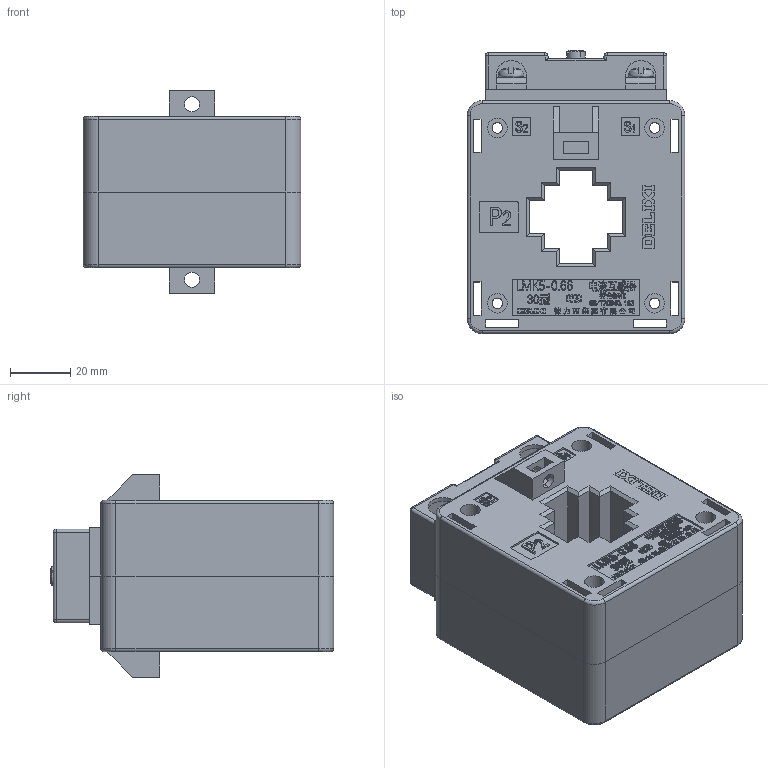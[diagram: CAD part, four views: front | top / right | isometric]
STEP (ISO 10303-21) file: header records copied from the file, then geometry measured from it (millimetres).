
FILE_DESCRIPTION (( 'STEP AP203' ), '1' );
FILE_NAME ('30L 装配.STEP', '2024-01-11T01:26:39', ( '微软用户' ), ( '微软中国' ), 'SwSTEP 2.0', 'SolidWorks 2019', '' );
FILE_SCHEMA (( 'CONFIG_CONTROL_DESIGN' ));
Length unit declared in the file: millimetre
Products named in the file (9): 30 LP1; 30L 蚾饜; 蹟隊; M4蹟譫; 諉盄啣; 30 LP2; 肣И璃5x10陔; 諉盄蹟佪; 裔
Assembly tree (11 placements, depth 2):
  30L 蚾饜
    30 LP1
    30 LP2
    M4蹟譫
    肣И璃5x10陔  x2
    諉盄啣  x2
    諉盄蹟佪  x2
    裔
    蹟隊
Bounding box: 72 x 93.7 x 67 mm (x, y, z)
Volume: 82157.8 mm3; surface area: 91266 mm2
Topology: 11 solids, 11 shells, 3111 faces, 8392 edges, 5527 vertices
Faces by surface type: plane 1918, bspline 845, cylinder 257, cone 57, torus 18, sphere 16
Entity records: 122886 total; most frequent: CARTESIAN_POINT 50927, ORIENTED_EDGE 16376, DIRECTION 11405, EDGE_CURVE 8188, VECTOR 5895, LINE 5895, VERTEX_POINT 5407, EDGE_LOOP 3329
